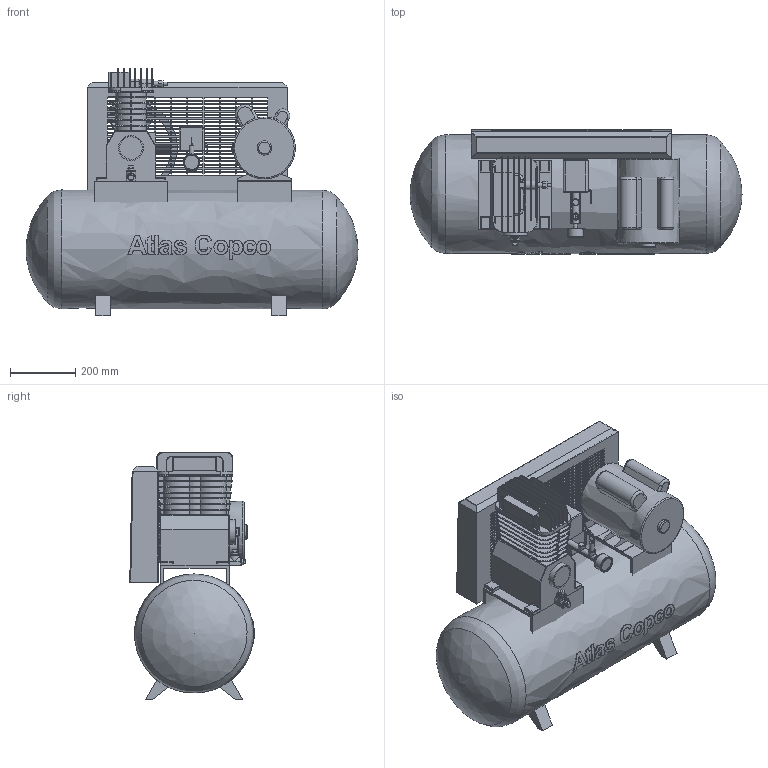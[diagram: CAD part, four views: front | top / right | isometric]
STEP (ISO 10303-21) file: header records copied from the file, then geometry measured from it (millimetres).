
FILE_DESCRIPTION(('FreeCAD Model'),'2;1');
FILE_NAME('Open CASCADE Shape Model','2025-04-30T04:43:36',('FreeCAD'),( 'FreeCAD'),'Open CASCADE STEP processor 7.6','FreeCAD','Unknown');
FILE_SCHEMA(('AUTOMOTIVE_DESIGN { 1 0 10303 214 1 1 1 1 }'));
Products named in the file (1): Open CASCADE STEP translator 7.6 1
Bounding box: 1016.01 x 380.98 x 757.01 mm (x, y, z)
Volume: 119382042.1 mm3; surface area: 3728004.4 mm2
Topology: 11 solids, 11 shells, 2661 faces, 7439 edges, 4813 vertices
Faces by surface type: bspline 2661
Entity records: 88459 total; most frequent: CARTESIAN_POINT 43142, ORIENTED_EDGE 14814, EDGE_CURVE 7407, B_SPLINE_CURVE_WITH_KNOTS 6438, VERTEX_POINT 4813, FACE_BOUND 3535, EDGE_LOOP 3535, ADVANCED_FACE 2661
